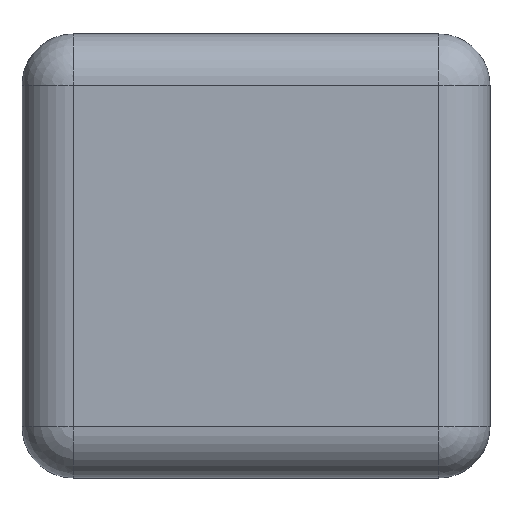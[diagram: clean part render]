
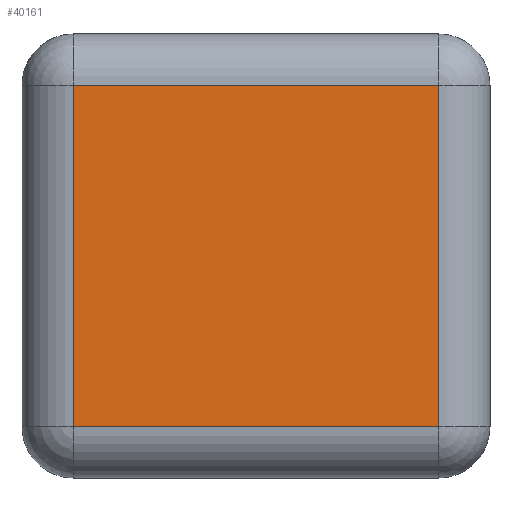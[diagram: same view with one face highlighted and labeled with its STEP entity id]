
A CAD part, front view. The second image highlights one B-rep face of the part: STEP entity #40161.
In plain terms, the highlighted planar face has unit normal (0, -1, 0).
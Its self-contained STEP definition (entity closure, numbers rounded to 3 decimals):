
#474 = VECTOR ( 'NONE', #40088, 1000. ) ;
#1204 = EDGE_LOOP ( 'NONE', ( #47511, #2924, #40375, #12283 ) ) ;
#2924 = ORIENTED_EDGE ( 'NONE', *, *, #54855, .T. ) ;
#8345 = VERTEX_POINT ( 'NONE', #11030 ) ;
#8642 = CARTESIAN_POINT ( 'NONE',  ( -283.5, -371.232, -265. ) ) ;
#9736 = CARTESIAN_POINT ( 'NONE',  ( 363.5, -371.232, -265. ) ) ;
#10539 = LINE ( 'NONE', #51212, #40970 ) ;
#11030 = CARTESIAN_POINT ( 'NONE',  ( 283.5, -371.232, 265. ) ) ;
#12283 = ORIENTED_EDGE ( 'NONE', *, *, #60385, .T. ) ;
#15890 = CARTESIAN_POINT ( 'NONE',  ( -283.5, -371.232, 265. ) ) ;
#24447 = EDGE_CURVE ( 'NONE', #41589, #38129, #55488, .T. ) ;
#27078 = DIRECTION ( 'NONE',  ( 0., 0., 1. ) ) ;
#27409 = FACE_OUTER_BOUND ( 'NONE', #1204, .T. ) ;
#27710 = VECTOR ( 'NONE', #64808, 1000. ) ;
#30402 = CARTESIAN_POINT ( 'NONE',  ( -363.5, -371.232, 265. ) ) ;
#31375 = CARTESIAN_POINT ( 'NONE',  ( 0., -371.232, 0. ) ) ;
#32030 = PLANE ( 'NONE',  #62001 ) ;
#35275 = CARTESIAN_POINT ( 'NONE',  ( 283.5, -371.232, -265. ) ) ;
#36745 = EDGE_CURVE ( 'NONE', #50340, #8345, #10539, .T. ) ;
#38129 = VERTEX_POINT ( 'NONE', #8642 ) ;
#38888 = VECTOR ( 'NONE', #60219, 1000. ) ;
#39575 = LINE ( 'NONE', #30402, #38888 ) ;
#40088 = DIRECTION ( 'NONE',  ( 0., 0., -1. ) ) ;
#40161 = ADVANCED_FACE ( 'NONE', ( #27409 ), #32030, .F. ) ;
#40375 = ORIENTED_EDGE ( 'NONE', *, *, #24447, .T. ) ;
#40970 = VECTOR ( 'NONE', #50899, 1000. ) ;
#41589 = VERTEX_POINT ( 'NONE', #15890 ) ;
#47511 = ORIENTED_EDGE ( 'NONE', *, *, #36745, .T. ) ;
#50340 = VERTEX_POINT ( 'NONE', #35275 ) ;
#50899 = DIRECTION ( 'NONE',  ( 0., 0., 1. ) ) ;
#51212 = CARTESIAN_POINT ( 'NONE',  ( 283.5, -371.232, 345. ) ) ;
#54855 = EDGE_CURVE ( 'NONE', #8345, #41589, #39575, .T. ) ;
#55488 = LINE ( 'NONE', #61057, #474 ) ;
#60219 = DIRECTION ( 'NONE',  ( -1., 0., 0. ) ) ;
#60385 = EDGE_CURVE ( 'NONE', #38129, #50340, #60517, .T. ) ;
#60517 = LINE ( 'NONE', #9736, #27710 ) ;
#61057 = CARTESIAN_POINT ( 'NONE',  ( -283.5, -371.232, -345. ) ) ;
#61836 = DIRECTION ( 'NONE',  ( 0., 1., 0. ) ) ;
#62001 = AXIS2_PLACEMENT_3D ( 'NONE', #31375, #61836, #27078 ) ;
#64808 = DIRECTION ( 'NONE',  ( 1., 0., 0. ) ) ;
